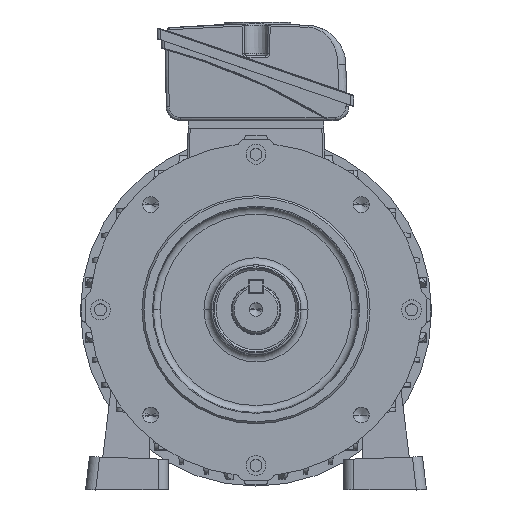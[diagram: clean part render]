
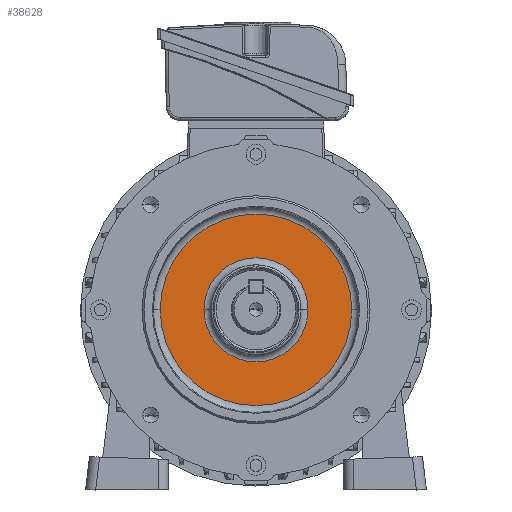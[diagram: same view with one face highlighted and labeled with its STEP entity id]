
A CAD part, top view. The second image highlights one B-rep face of the part: STEP entity #38628.
In plain terms, the highlighted planar face has unit normal (0, 0, 1).
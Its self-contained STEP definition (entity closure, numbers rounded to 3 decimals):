
#1162 = FACE_BOUND ( 'NONE', #25529, .T. ) ;
#1432 = EDGE_LOOP ( 'NONE', ( #32218, #30022 ) ) ;
#6940 = CARTESIAN_POINT ( 'NONE',  ( 0., 0., 0. ) ) ;
#7632 = DIRECTION ( 'NONE',  ( 0., 0., 1. ) ) ;
#11972 = FACE_OUTER_BOUND ( 'NONE', #1432, .T. ) ;
#12987 = CIRCLE ( 'NONE', #31872, 26.083 ) ;
#13272 = EDGE_CURVE ( 'NONE', #44637, #29782, #17212, .T. ) ;
#13662 = AXIS2_PLACEMENT_3D ( 'NONE', #49287, #55106, #46658 ) ;
#13824 = VERTEX_POINT ( 'NONE', #25206 ) ;
#17212 = CIRCLE ( 'NONE', #13662, 48.018 ) ;
#18321 = CARTESIAN_POINT ( 'NONE',  ( -48.018, 0., 0. ) ) ;
#19468 = CARTESIAN_POINT ( 'NONE',  ( 0., 0., 0. ) ) ;
#20160 = DIRECTION ( 'NONE',  ( 0., 0., 1. ) ) ;
#23273 = AXIS2_PLACEMENT_3D ( 'NONE', #6940, #20160, #49179 ) ;
#25206 = CARTESIAN_POINT ( 'NONE',  ( 26.083, 0., 0. ) ) ;
#25529 = EDGE_LOOP ( 'NONE', ( #55579, #28664 ) ) ;
#28187 = DIRECTION ( 'NONE',  ( 0., 0., -1. ) ) ;
#28664 = ORIENTED_EDGE ( 'NONE', *, *, #28741, .F. ) ;
#28741 = EDGE_CURVE ( 'NONE', #32171, #13824, #12987, .T. ) ;
#28847 = AXIS2_PLACEMENT_3D ( 'NONE', #35499, #28187, #53792 ) ;
#29081 = DIRECTION ( 'NONE',  ( 1., 0., 0. ) ) ;
#29161 = PLANE ( 'NONE',  #28847 ) ;
#29782 = VERTEX_POINT ( 'NONE', #43406 ) ;
#30022 = ORIENTED_EDGE ( 'NONE', *, *, #13272, .T. ) ;
#31872 = AXIS2_PLACEMENT_3D ( 'NONE', #50466, #34595, #29081 ) ;
#32171 = VERTEX_POINT ( 'NONE', #35790 ) ;
#32218 = ORIENTED_EDGE ( 'NONE', *, *, #36015, .T. ) ;
#33118 = CIRCLE ( 'NONE', #23273, 48.018 ) ;
#33310 = CIRCLE ( 'NONE', #43199, 26.083 ) ;
#34595 = DIRECTION ( 'NONE',  ( 0., 0., 1. ) ) ;
#35499 = CARTESIAN_POINT ( 'NONE',  ( 0., 26.083, 0. ) ) ;
#35790 = CARTESIAN_POINT ( 'NONE',  ( -26.083, 0., 0. ) ) ;
#36015 = EDGE_CURVE ( 'NONE', #29782, #44637, #33118, .T. ) ;
#37187 = DIRECTION ( 'NONE',  ( 1., 0., 0. ) ) ;
#38628 = ADVANCED_FACE ( 'NONE', ( #1162, #11972 ), #29161, .F. ) ;
#43199 = AXIS2_PLACEMENT_3D ( 'NONE', #19468, #7632, #37187 ) ;
#43406 = CARTESIAN_POINT ( 'NONE',  ( 48.018, 0., 0. ) ) ;
#44637 = VERTEX_POINT ( 'NONE', #18321 ) ;
#46658 = DIRECTION ( 'NONE',  ( 1., 0., 0. ) ) ;
#49179 = DIRECTION ( 'NONE',  ( 1., 0., 0. ) ) ;
#49287 = CARTESIAN_POINT ( 'NONE',  ( 0., 0., 0. ) ) ;
#50466 = CARTESIAN_POINT ( 'NONE',  ( 0., 0., 0. ) ) ;
#51424 = EDGE_CURVE ( 'NONE', #13824, #32171, #33310, .T. ) ;
#53792 = DIRECTION ( 'NONE',  ( -1., 0., 0. ) ) ;
#55106 = DIRECTION ( 'NONE',  ( 0., 0., 1. ) ) ;
#55579 = ORIENTED_EDGE ( 'NONE', *, *, #51424, .F. ) ;
